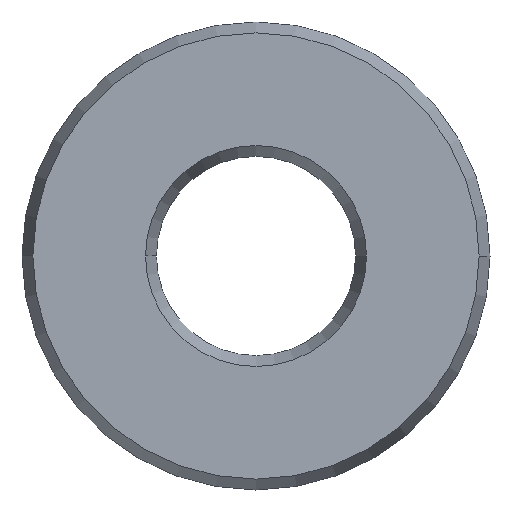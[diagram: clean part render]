
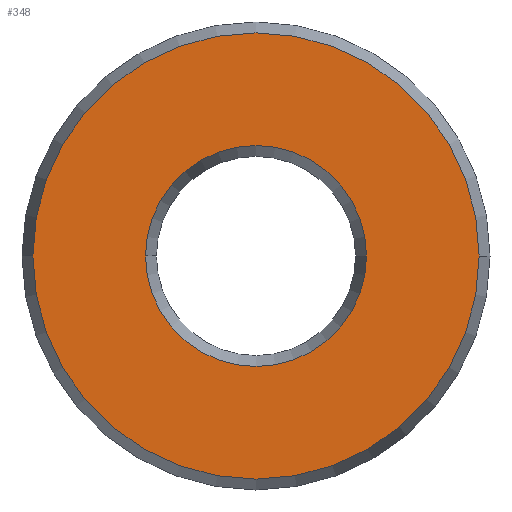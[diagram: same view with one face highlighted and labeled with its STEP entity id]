
A CAD part, left-side view. The second image highlights one B-rep face of the part: STEP entity #348.
In plain terms, the highlighted planar face has unit normal (-1, 0, 0).
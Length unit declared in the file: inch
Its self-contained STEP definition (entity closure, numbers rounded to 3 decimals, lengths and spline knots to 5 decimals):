
#137=CARTESIAN_POINT('',(-0.37402,0.,0.));
#138=DIRECTION('',(1.,0.,0.));
#139=DIRECTION('',(0.,1.,0.));
#140=AXIS2_PLACEMENT_3D('',#137,#138,#139);
#146=CARTESIAN_POINT('',(-0.37402,0.,0.));
#147=DIRECTION('',(1.,0.,0.));
#148=DIRECTION('',(0.,-1.,0.));
#149=AXIS2_PLACEMENT_3D('',#146,#147,#148);
#155=CARTESIAN_POINT('',(-0.37402,0.,0.));
#156=DIRECTION('',(-1.,0.,0.));
#157=DIRECTION('',(0.,1.,0.));
#158=AXIS2_PLACEMENT_3D('',#155,#156,#157);
#169=CARTESIAN_POINT('',(-0.37402,0.,0.));
#170=DIRECTION('',(-1.,0.,0.));
#171=DIRECTION('',(0.,-1.,0.));
#172=AXIS2_PLACEMENT_3D('',#169,#170,#171);
#243=CARTESIAN_POINT('',(-0.37402,0.88221,
0.));
#245=VERTEX_POINT('',#243);
#248=CARTESIAN_POINT('',(-0.37402,-0.88221,
0.));
#250=VERTEX_POINT('',#248);
#271=CARTESIAN_POINT('',(-0.37402,-0.43669,
0.));
#272=VERTEX_POINT('',#271);
#273=CARTESIAN_POINT('',(-0.37402,0.43669,
0.));
#274=VERTEX_POINT('',#273);
#333=CARTESIAN_POINT('',(-0.37402,0.,0.));
#334=DIRECTION('',(1.,0.,0.));
#335=DIRECTION('',(0.,-1.,0.));
#336=AXIS2_PLACEMENT_3D('',#333,#334,#335);
#337=PLANE('',#336);
#339=ORIENTED_EDGE('',*,*,#338,.F.);
#341=ORIENTED_EDGE('',*,*,#340,.F.);
#342=EDGE_LOOP('',(#339,#341));
#343=FACE_OUTER_BOUND('',#342,.F.);
#344=ORIENTED_EDGE('',*,*,#326,.F.);
#345=ORIENTED_EDGE('',*,*,#312,.F.);
#346=EDGE_LOOP('',(#344,#345));
#347=FACE_BOUND('',#346,.F.);
#141=CIRCLE('',#140,0.43669);
#150=CIRCLE('',#149,0.43669);
#159=CIRCLE('',#158,0.88221);
#173=CIRCLE('',#172,0.88221);
#312=EDGE_CURVE('',#274,#272,#141,.T.);
#326=EDGE_CURVE('',#272,#274,#150,.T.);
#338=EDGE_CURVE('',#245,#250,#159,.T.);
#340=EDGE_CURVE('',#250,#245,#173,.T.);
#348=ADVANCED_FACE('',(#343,#347),#337,.F.);
